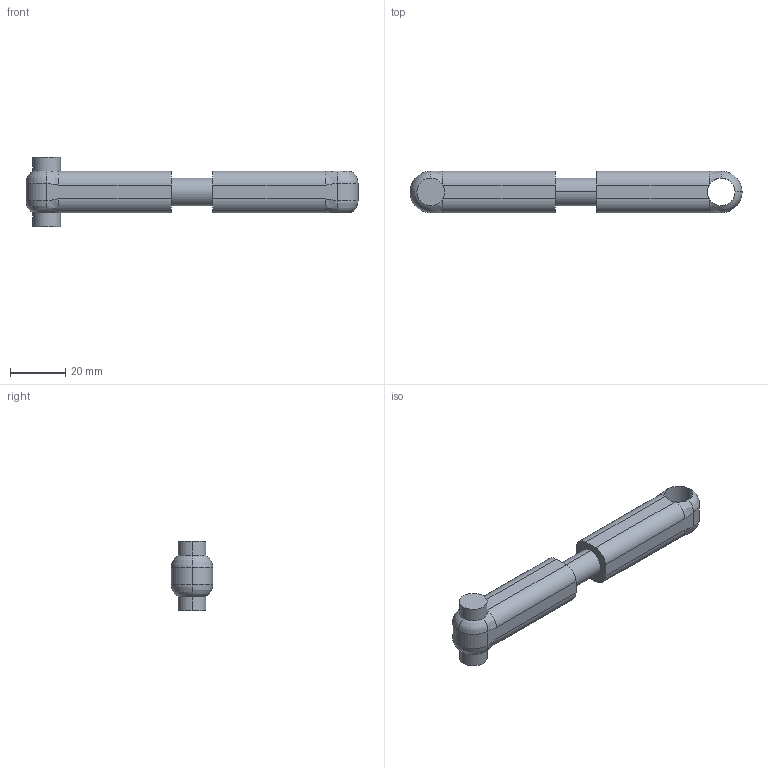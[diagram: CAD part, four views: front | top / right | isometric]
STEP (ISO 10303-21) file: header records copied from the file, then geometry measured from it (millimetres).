
FILE_DESCRIPTION (( 'STEP AP203' ), '1' );
FILE_NAME ('Part3_Default_sldprt.STEP', '2021-07-16T02:50:42', ( '' ), ( '' ), 'SwSTEP 2.0', 'SolidWorks 2019', '' );
FILE_SCHEMA (( 'CONFIG_CONTROL_DESIGN' ));
Length unit declared in the file: millimetre
Products named in the file (1): Part3_Default_sldprt
Bounding box: 120 x 15 x 25 mm (x, y, z)
Volume: 21530.5 mm3; surface area: 6881.4 mm2
Topology: 1 solids, 1 shells, 47 faces, 113 edges, 68 vertices
Faces by surface type: cylinder 19, plane 12, torus 8, bspline 8
Entity records: 1812 total; most frequent: CARTESIAN_POINT 629, DIRECTION 253, ORIENTED_EDGE 226, EDGE_CURVE 113, AXIS2_PLACEMENT_3D 108, CIRCLE 68, VERTEX_POINT 68, EDGE_LOOP 49
